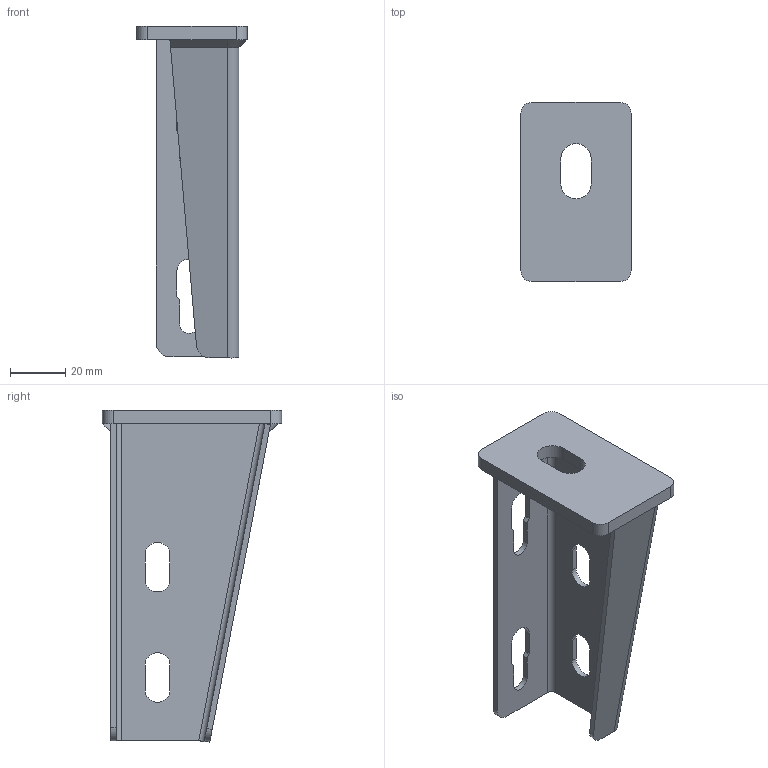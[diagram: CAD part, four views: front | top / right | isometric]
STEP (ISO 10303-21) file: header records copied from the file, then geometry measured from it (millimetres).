
FILE_DESCRIPTION((''),'2;1');
FILE_NAME('712010_ASM','2020-04-30T13:09:17',('tomasz.grudniewski'),(''),'CREO PARAMETRIC BY PTC INC, 2018400','CREO PARAMETRIC BY PTC INC, 2018400','');
FILE_SCHEMA(('CONFIG_CONTROL_DESIGN'));
Length unit declared in the file: millimetre
Products named in the file (3): PODSTAWA_40X65_PRT; WMCN_RAMIE_100_PRT; 712010_ASM
Assembly tree (2 placements, depth 2):
  712010_ASM
    PODSTAWA_40X65_PRT
    WMCN_RAMIE_100_PRT
Bounding box: 40 x 65 x 120.41 mm (x, y, z)
Volume: 31425.5 mm3; surface area: 27262.3 mm2
Topology: 2 solids, 3 shells, 67 faces, 174 edges, 112 vertices
Faces by surface type: plane 43, cylinder 20, bspline 3, cone 1
Entity records: 2336 total; most frequent: CARTESIAN_POINT 587, DIRECTION 344, ORIENTED_EDGE 336, EDGE_CURVE 174, VECTOR 130, LINE 130, VERTEX_POINT 112, AXIS2_PLACEMENT_3D 107
